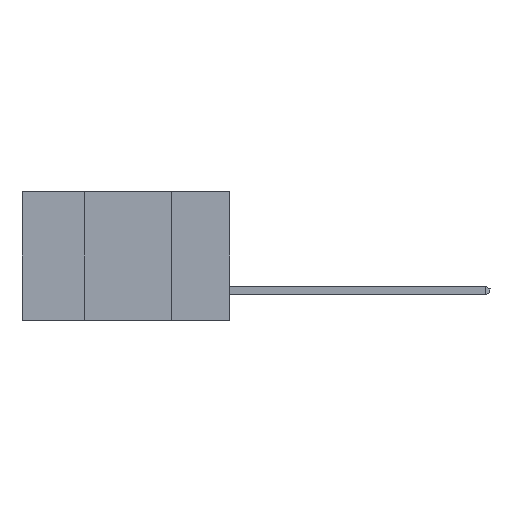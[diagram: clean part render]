
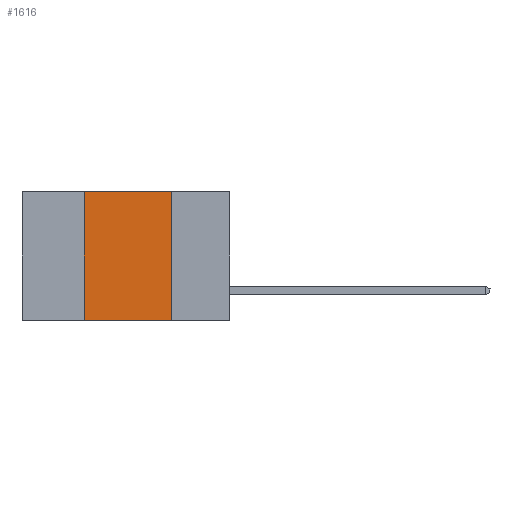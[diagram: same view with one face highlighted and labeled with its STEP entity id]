
A CAD part, left-side view. The second image highlights one B-rep face of the part: STEP entity #1616.
In plain terms, the highlighted planar face has unit normal (-1, 0, 0).
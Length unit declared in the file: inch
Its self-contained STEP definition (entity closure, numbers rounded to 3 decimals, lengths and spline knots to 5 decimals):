
#707 = DIRECTION ( 'NONE',  ( 0., -1., 0. ) ) ;
#914 = EDGE_CURVE ( 'NONE', #20227, #2754, #12348, .T. ) ;
#1050 = EDGE_CURVE ( 'NONE', #3271, #20227, #6538, .T. ) ;
#1225 = CARTESIAN_POINT ( 'NONE',  ( 0., 0.6, 0. ) ) ;
#1616 = ADVANCED_FACE ( 'NONE', ( #15611 ), #13615, .F. ) ;
#2397 = DIRECTION ( 'NONE',  ( 0., -1., 0. ) ) ;
#2754 = VERTEX_POINT ( 'NONE', #7843 ) ;
#3271 = VERTEX_POINT ( 'NONE', #11326 ) ;
#4059 = EDGE_CURVE ( 'NONE', #2754, #14394, #20711, .T. ) ;
#4329 = LINE ( 'NONE', #20436, #9800 ) ;
#4982 = ORIENTED_EDGE ( 'NONE', *, *, #1050, .F. ) ;
#5868 = ORIENTED_EDGE ( 'NONE', *, *, #4059, .F. ) ;
#6538 = LINE ( 'NONE', #19735, #11460 ) ;
#7843 = CARTESIAN_POINT ( 'NONE',  ( 0., 0.17, 0. ) ) ;
#8710 = EDGE_LOOP ( 'NONE', ( #5868, #12792, #4982, #20960 ) ) ;
#9510 = CARTESIAN_POINT ( 'NONE',  ( 0., 0.17, -0.37 ) ) ;
#9800 = VECTOR ( 'NONE', #2397, 39.37008 ) ;
#11286 = VECTOR ( 'NONE', #14485, 39.37008 ) ;
#11326 = CARTESIAN_POINT ( 'NONE',  ( 0., 0.42, -0.37 ) ) ;
#11460 = VECTOR ( 'NONE', #18835, 39.37008 ) ;
#12348 = LINE ( 'NONE', #1225, #16526 ) ;
#12511 = EDGE_CURVE ( 'NONE', #3271, #14394, #4329, .T. ) ;
#12792 = ORIENTED_EDGE ( 'NONE', *, *, #914, .F. ) ;
#13311 = DIRECTION ( 'NONE',  ( 0., 0., -1. ) ) ;
#13361 = DIRECTION ( 'NONE',  ( 1., 0., 0. ) ) ;
#13530 = CARTESIAN_POINT ( 'NONE',  ( 0., 0.6, 0. ) ) ;
#13615 = PLANE ( 'NONE',  #16442 ) ;
#13961 = CARTESIAN_POINT ( 'NONE',  ( 0., 0.17, -0.37 ) ) ;
#14394 = VERTEX_POINT ( 'NONE', #13961 ) ;
#14485 = DIRECTION ( 'NONE',  ( 0., 0., -1. ) ) ;
#15611 = FACE_OUTER_BOUND ( 'NONE', #8710, .T. ) ;
#16442 = AXIS2_PLACEMENT_3D ( 'NONE', #13530, #13361, #13311 ) ;
#16526 = VECTOR ( 'NONE', #707, 39.37008 ) ;
#17082 = CARTESIAN_POINT ( 'NONE',  ( 0., 0.42, 0. ) ) ;
#18835 = DIRECTION ( 'NONE',  ( 0., 0., 1. ) ) ;
#19735 = CARTESIAN_POINT ( 'NONE',  ( 0., 0.42, -0.37 ) ) ;
#20227 = VERTEX_POINT ( 'NONE', #17082 ) ;
#20436 = CARTESIAN_POINT ( 'NONE',  ( 0., 0.6, -0.37 ) ) ;
#20711 = LINE ( 'NONE', #9510, #11286 ) ;
#20960 = ORIENTED_EDGE ( 'NONE', *, *, #12511, .T. ) ;
